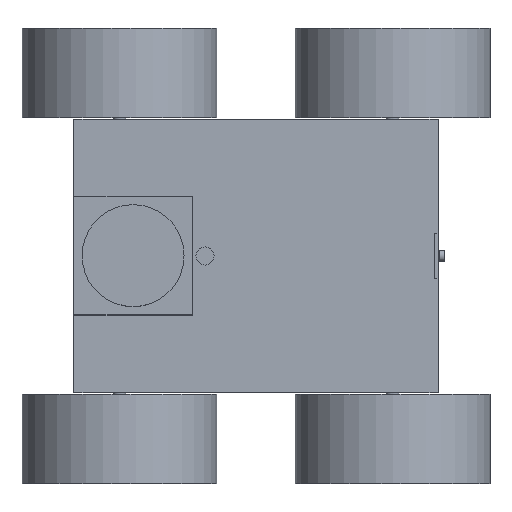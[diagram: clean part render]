
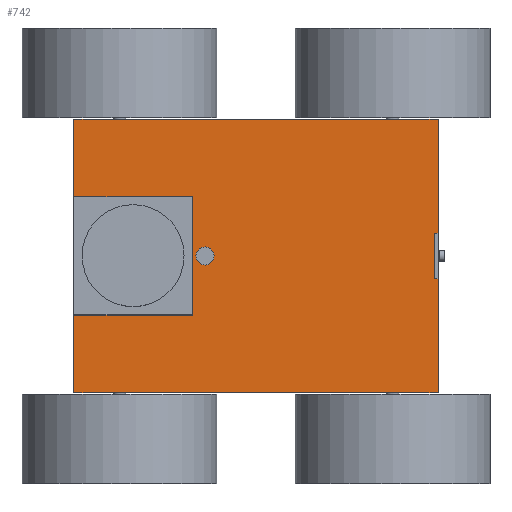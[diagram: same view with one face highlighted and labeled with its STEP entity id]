
A CAD part, top view. The second image highlights one B-rep face of the part: STEP entity #742.
In plain terms, the highlighted planar face has unit normal (0, 0, 1).
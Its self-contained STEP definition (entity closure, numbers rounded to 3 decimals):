
#75=FACE_BOUND('',#179,.T.);
#84=PLANE('',#898);
#125=FACE_OUTER_BOUND('',#178,.T.);
#178=EDGE_LOOP('',(#558,#559,#560,#561,#562,#563,#564,#565,#566,#567,#568,
#569,#570,#571,#572,#573));
#179=EDGE_LOOP('',(#574));
#228=LINE('',#1279,#286);
#232=LINE('',#1287,#290);
#235=LINE('',#1293,#293);
#239=LINE('',#1301,#297);
#240=LINE('',#1303,#298);
#241=LINE('',#1305,#299);
#242=LINE('',#1307,#300);
#243=LINE('',#1309,#301);
#244=LINE('',#1311,#302);
#245=LINE('',#1313,#303);
#246=LINE('',#1315,#304);
#247=LINE('',#1317,#305);
#248=LINE('',#1319,#306);
#249=LINE('',#1321,#307);
#250=LINE('',#1323,#308);
#251=LINE('',#1324,#309);
#286=VECTOR('',#1014,10.);
#290=VECTOR('',#1020,10.);
#293=VECTOR('',#1025,10.);
#297=VECTOR('',#1033,10.);
#298=VECTOR('',#1034,10.);
#299=VECTOR('',#1035,10.);
#300=VECTOR('',#1036,10.);
#301=VECTOR('',#1037,10.);
#302=VECTOR('',#1038,10.);
#303=VECTOR('',#1039,10.);
#304=VECTOR('',#1040,10.);
#305=VECTOR('',#1041,10.);
#306=VECTOR('',#1042,10.);
#307=VECTOR('',#1043,10.);
#308=VECTOR('',#1044,10.);
#309=VECTOR('',#1045,10.);
#343=CIRCLE('',#888,5.);
#379=VERTEX_POINT('',#1265);
#382=VERTEX_POINT('',#1277);
#383=VERTEX_POINT('',#1278);
#386=VERTEX_POINT('',#1286);
#388=VERTEX_POINT('',#1292);
#390=VERTEX_POINT('',#1300);
#391=VERTEX_POINT('',#1302);
#392=VERTEX_POINT('',#1304);
#393=VERTEX_POINT('',#1306);
#394=VERTEX_POINT('',#1308);
#395=VERTEX_POINT('',#1310);
#396=VERTEX_POINT('',#1312);
#397=VERTEX_POINT('',#1314);
#398=VERTEX_POINT('',#1316);
#399=VERTEX_POINT('',#1318);
#400=VERTEX_POINT('',#1320);
#401=VERTEX_POINT('',#1322);
#440=EDGE_CURVE('',#379,#379,#343,.T.);
#444=EDGE_CURVE('',#382,#383,#228,.T.);
#448=EDGE_CURVE('',#383,#386,#232,.T.);
#451=EDGE_CURVE('',#386,#388,#235,.T.);
#455=EDGE_CURVE('',#388,#390,#239,.T.);
#456=EDGE_CURVE('',#390,#391,#240,.T.);
#457=EDGE_CURVE('',#391,#392,#241,.T.);
#458=EDGE_CURVE('',#392,#393,#242,.T.);
#459=EDGE_CURVE('',#393,#394,#243,.T.);
#460=EDGE_CURVE('',#394,#395,#244,.T.);
#461=EDGE_CURVE('',#395,#396,#245,.T.);
#462=EDGE_CURVE('',#396,#397,#246,.T.);
#463=EDGE_CURVE('',#397,#398,#247,.T.);
#464=EDGE_CURVE('',#398,#399,#248,.T.);
#465=EDGE_CURVE('',#399,#400,#249,.T.);
#466=EDGE_CURVE('',#400,#401,#250,.T.);
#467=EDGE_CURVE('',#401,#382,#251,.T.);
#558=ORIENTED_EDGE('',*,*,#444,.T.);
#559=ORIENTED_EDGE('',*,*,#448,.T.);
#560=ORIENTED_EDGE('',*,*,#451,.T.);
#561=ORIENTED_EDGE('',*,*,#455,.T.);
#562=ORIENTED_EDGE('',*,*,#456,.T.);
#563=ORIENTED_EDGE('',*,*,#457,.T.);
#564=ORIENTED_EDGE('',*,*,#458,.T.);
#565=ORIENTED_EDGE('',*,*,#459,.T.);
#566=ORIENTED_EDGE('',*,*,#460,.T.);
#567=ORIENTED_EDGE('',*,*,#461,.T.);
#568=ORIENTED_EDGE('',*,*,#462,.T.);
#569=ORIENTED_EDGE('',*,*,#463,.T.);
#570=ORIENTED_EDGE('',*,*,#464,.T.);
#571=ORIENTED_EDGE('',*,*,#465,.T.);
#572=ORIENTED_EDGE('',*,*,#466,.T.);
#573=ORIENTED_EDGE('',*,*,#467,.T.);
#574=ORIENTED_EDGE('',*,*,#440,.T.);
#742=ADVANCED_FACE('',(#125,#75),#84,.T.);
#888=AXIS2_PLACEMENT_3D('',#1267,#999,#1000);
#898=AXIS2_PLACEMENT_3D('',#1299,#1031,#1032);
#999=DIRECTION('center_axis',(0.,0.,-1.));
#1000=DIRECTION('ref_axis',(-1.,0.,0.));
#1014=DIRECTION('',(-1.,0.,0.));
#1020=DIRECTION('',(0.,1.,0.));
#1025=DIRECTION('',(1.,0.,0.));
#1031=DIRECTION('center_axis',(0.,0.,1.));
#1032=DIRECTION('ref_axis',(1.,0.,0.));
#1033=DIRECTION('',(0.,1.,0.));
#1034=DIRECTION('',(-1.,0.,0.));
#1035=DIRECTION('',(-1.,0.,0.));
#1036=DIRECTION('',(-1.,0.,0.));
#1037=DIRECTION('',(0.,-1.,0.));
#1038=DIRECTION('',(1.,0.,0.));
#1039=DIRECTION('',(0.,-1.,0.));
#1040=DIRECTION('',(-1.,0.,0.));
#1041=DIRECTION('',(0.,-1.,0.));
#1042=DIRECTION('',(1.,0.,0.));
#1043=DIRECTION('',(1.,0.,0.));
#1044=DIRECTION('',(1.,0.,0.));
#1045=DIRECTION('',(0.,1.,0.));
#1265=CARTESIAN_POINT('',(-23.,0.,57.));
#1267=CARTESIAN_POINT('Origin',(-28.,0.,57.));
#1277=CARTESIAN_POINT('',(100.,-12.5,57.));
#1278=CARTESIAN_POINT('',(98.,-12.5,57.));
#1279=CARTESIAN_POINT('',(49.,-12.5,57.));
#1286=CARTESIAN_POINT('',(98.,12.5,57.));
#1287=CARTESIAN_POINT('',(98.,6.25,57.));
#1292=CARTESIAN_POINT('',(100.,12.5,57.));
#1293=CARTESIAN_POINT('',(50.,12.5,57.));
#1299=CARTESIAN_POINT('Origin',(0.,0.,57.));
#1300=CARTESIAN_POINT('',(100.,75.,57.));
#1301=CARTESIAN_POINT('',(100.,-75.,57.));
#1302=CARTESIAN_POINT('',(75.,75.,57.));
#1303=CARTESIAN_POINT('',(100.,75.,57.));
#1304=CARTESIAN_POINT('',(-75.,75.,57.));
#1305=CARTESIAN_POINT('',(100.,75.,57.));
#1306=CARTESIAN_POINT('',(-100.,75.,57.));
#1307=CARTESIAN_POINT('',(100.,75.,57.));
#1308=CARTESIAN_POINT('',(-100.,32.5,57.));
#1309=CARTESIAN_POINT('',(-100.,75.,57.));
#1310=CARTESIAN_POINT('',(-35.,32.5,57.));
#1311=CARTESIAN_POINT('',(-17.5,32.5,57.));
#1312=CARTESIAN_POINT('',(-35.,-32.5,57.));
#1313=CARTESIAN_POINT('',(-35.,-16.25,57.));
#1314=CARTESIAN_POINT('',(-100.,-32.5,57.));
#1315=CARTESIAN_POINT('',(-50.,-32.5,57.));
#1316=CARTESIAN_POINT('',(-100.,-75.,57.));
#1317=CARTESIAN_POINT('',(-100.,75.,57.));
#1318=CARTESIAN_POINT('',(-75.,-75.,57.));
#1319=CARTESIAN_POINT('',(-100.,-75.,57.));
#1320=CARTESIAN_POINT('',(75.,-75.,57.));
#1321=CARTESIAN_POINT('',(-100.,-75.,57.));
#1322=CARTESIAN_POINT('',(100.,-75.,57.));
#1323=CARTESIAN_POINT('',(-100.,-75.,57.));
#1324=CARTESIAN_POINT('',(100.,-75.,57.));
